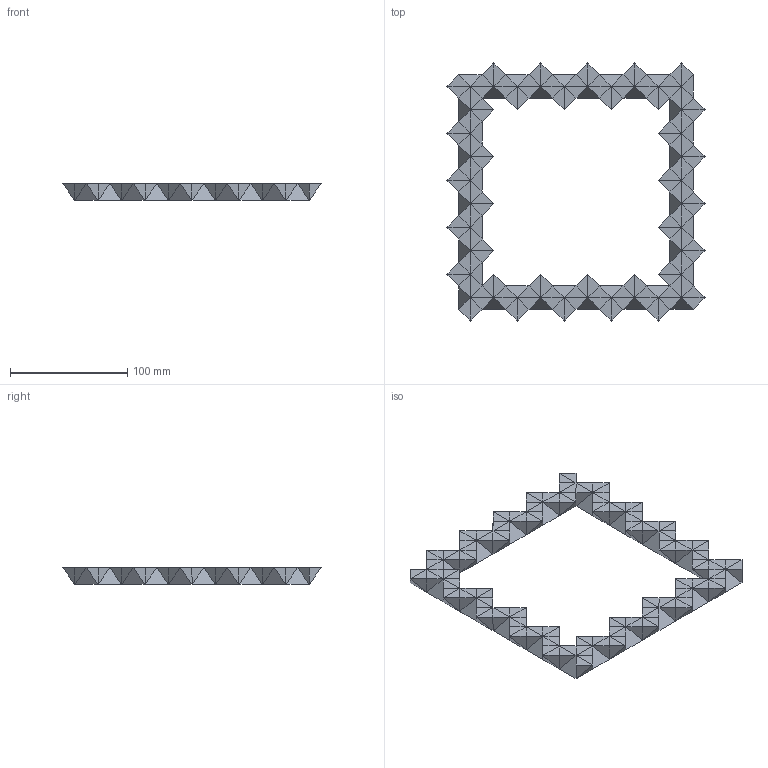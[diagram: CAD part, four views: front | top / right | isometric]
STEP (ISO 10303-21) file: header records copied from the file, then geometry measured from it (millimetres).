
FILE_DESCRIPTION(/* description */ (''),/* implementation_level */ '2;1');
FILE_NAME(/* name */ 'plateframe-2.step',/* time_stamp */ '2023-10-24T15:14:33+02:00',/* author */ (''),/* organization */ (''),/* preprocessor_version */ 'ST-DEVELOPER v20',/* originating_system */ 'Autodesk Translation Framework v12.9.0.99',/* authorisation */ '');
FILE_SCHEMA (('AUTOMOTIVE_DESIGN { 1 0 10303 214 3 1 1 }'));
Length unit declared in the file: millimetre
Products named in the file (1): (Unsaved)
Bounding box: 220.01 x 220.01 x 14.14 mm (x, y, z)
Volume: 203656.3 mm3; surface area: 55673 mm2
Topology: 1 solids, 1 shells, 432 faces, 648 edges, 216 vertices
Faces by surface type: plane 432
Entity records: 8465 total; most frequent: DIRECTION 1514, CARTESIAN_POINT 1297, ORIENTED_EDGE 1296, LINE 648, VECTOR 648, EDGE_CURVE 648, AXIS2_PLACEMENT_3D 433, FACE_OUTER_BOUND 432
